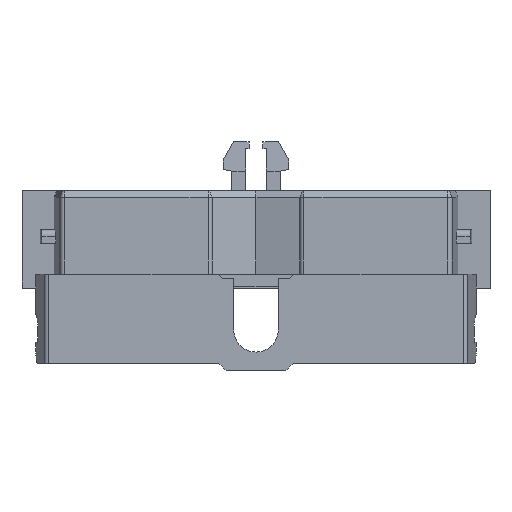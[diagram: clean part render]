
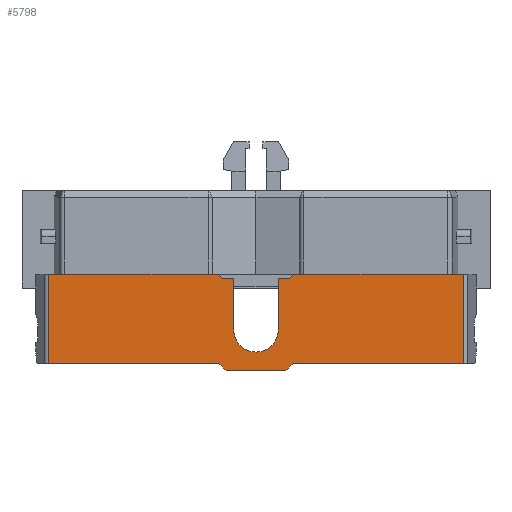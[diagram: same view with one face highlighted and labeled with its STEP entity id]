
A CAD part, front view. The second image highlights one B-rep face of the part: STEP entity #5798.
In plain terms, the highlighted planar face has unit normal (0, -1, 0).
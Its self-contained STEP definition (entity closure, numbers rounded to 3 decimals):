
#1501=DIRECTION('',(0.,0.,1.));
#1502=VECTOR('',#1501,6.4);
#1503=CARTESIAN_POINT('',(14.905,0.,-5.4));
#1504=LINE('',#1503,#1502);
#1505=DIRECTION('',(-1.,0.,0.));
#1506=VECTOR('',#1505,12.221);
#1507=CARTESIAN_POINT('',(14.905,0.,-5.4));
#1508=LINE('',#1507,#1506);
#1509=CARTESIAN_POINT('',(0.,0.,-3.));
#1510=DIRECTION('',(0.,1.,0.));
#1511=DIRECTION('',(0.745,0.,-0.667));
#1512=AXIS2_PLACEMENT_3D('',#1509,#1510,#1511);
#1514=CARTESIAN_POINT('',(0.,0.,-3.));
#1515=DIRECTION('',(0.,1.,0.));
#1516=DIRECTION('',(-0.593,0.,-0.806));
#1517=AXIS2_PLACEMENT_3D('',#1514,#1515,#1516);
#1519=DIRECTION('',(1.,0.,0.));
#1520=VECTOR('',#1519,12.221);
#1521=CARTESIAN_POINT('',(-14.905,0.,-5.4));
#1522=LINE('',#1521,#1520);
#1523=DIRECTION('',(0.,0.,1.));
#1524=VECTOR('',#1523,6.4);
#1525=CARTESIAN_POINT('',(-14.905,0.,-5.4));
#1526=LINE('',#1525,#1524);
#1527=DIRECTION('',(1.,0.,0.));
#1528=VECTOR('',#1527,12.205);
#1529=CARTESIAN_POINT('',(-14.905,0.,1.));
#1530=LINE('',#1529,#1528);
#1531=DIRECTION('',(-0.707,0.,0.707));
#1532=VECTOR('',#1531,0.424);
#1533=CARTESIAN_POINT('',(-2.4,0.,0.7));
#1534=LINE('',#1533,#1532);
#1535=DIRECTION('',(-1.,0.,0.));
#1536=VECTOR('',#1535,0.8);
#1537=CARTESIAN_POINT('',(-1.6,0.,0.7));
#1538=LINE('',#1537,#1536);
#1539=DIRECTION('',(0.,0.,1.));
#1540=VECTOR('',#1539,3.7);
#1541=CARTESIAN_POINT('',(-1.6,0.,-3.));
#1542=LINE('',#1541,#1540);
#1543=CARTESIAN_POINT('',(0.,0.,-3.));
#1544=DIRECTION('',(0.,1.,0.));
#1545=DIRECTION('',(1.,0.,0.));
#1546=AXIS2_PLACEMENT_3D('',#1543,#1544,#1545);
#1548=DIRECTION('',(0.,0.,-1.));
#1549=VECTOR('',#1548,3.7);
#1550=CARTESIAN_POINT('',(1.6,0.,0.7));
#1551=LINE('',#1550,#1549);
#1552=DIRECTION('',(-1.,0.,0.));
#1553=VECTOR('',#1552,0.8);
#1554=CARTESIAN_POINT('',(2.4,0.,0.7));
#1555=LINE('',#1554,#1553);
#1556=DIRECTION('',(-0.707,0.,-0.707));
#1557=VECTOR('',#1556,0.424);
#1558=CARTESIAN_POINT('',(2.7,0.,1.));
#1559=LINE('',#1558,#1557);
#1560=DIRECTION('',(1.,0.,0.));
#1561=VECTOR('',#1560,12.205);
#1562=CARTESIAN_POINT('',(2.7,0.,1.));
#1563=LINE('',#1562,#1561);
#2194=DIRECTION('',(-1.,0.,0.));
#2195=VECTOR('',#2194,4.266);
#2196=CARTESIAN_POINT('',(2.133,0.,-5.9));
#2197=LINE('',#2196,#2195);
#3078=CARTESIAN_POINT('',(1.6,0.,0.7));
#3079=CARTESIAN_POINT('',(1.6,0.,-3.));
#3080=VERTEX_POINT('',#3078);
#3081=VERTEX_POINT('',#3079);
#3082=CARTESIAN_POINT('',(-1.6,0.,-3.));
#3083=VERTEX_POINT('',#3082);
#3084=CARTESIAN_POINT('',(-1.6,0.,0.7));
#3085=VERTEX_POINT('',#3084);
#3086=CARTESIAN_POINT('',(-2.133,0.,-5.9));
#3087=CARTESIAN_POINT('',(-2.683,0.,-5.4));
#3088=VERTEX_POINT('',#3086);
#3089=VERTEX_POINT('',#3087);
#3090=CARTESIAN_POINT('',(2.683,0.,-5.4));
#3091=CARTESIAN_POINT('',(2.133,0.,-5.9));
#3092=VERTEX_POINT('',#3090);
#3093=VERTEX_POINT('',#3091);
#3134=CARTESIAN_POINT('',(-2.4,0.,0.7));
#3135=VERTEX_POINT('',#3134);
#3136=CARTESIAN_POINT('',(-2.7,0.,1.));
#3137=VERTEX_POINT('',#3136);
#3138=CARTESIAN_POINT('',(2.7,0.,1.));
#3139=CARTESIAN_POINT('',(2.4,0.,0.7));
#3140=VERTEX_POINT('',#3138);
#3141=VERTEX_POINT('',#3139);
#3801=CARTESIAN_POINT('',(14.905,0.,1.));
#3803=VERTEX_POINT('',#3801);
#3807=CARTESIAN_POINT('',(14.905,0.,-5.4));
#3808=VERTEX_POINT('',#3807);
#3810=CARTESIAN_POINT('',(-14.905,0.,1.));
#3812=VERTEX_POINT('',#3810);
#3813=CARTESIAN_POINT('',(-14.905,0.,-5.4));
#3814=VERTEX_POINT('',#3813);
#5764=CARTESIAN_POINT('',(-15.165,0.,0.));
#5765=DIRECTION('',(0.,-1.,0.));
#5766=DIRECTION('',(1.,0.,0.));
#5767=AXIS2_PLACEMENT_3D('',#5764,#5765,#5766);
#5768=PLANE('',#5767);
#5769=ORIENTED_EDGE('',*,*,#4071,.F.);
#5770=ORIENTED_EDGE('',*,*,#4056,.T.);
#5772=ORIENTED_EDGE('',*,*,#5771,.T.);
#5774=ORIENTED_EDGE('',*,*,#5773,.T.);
#5776=ORIENTED_EDGE('',*,*,#5775,.T.);
#5778=ORIENTED_EDGE('',*,*,#5777,.F.);
#5779=ORIENTED_EDGE('',*,*,#5756,.T.);
#5780=ORIENTED_EDGE('',*,*,#4118,.T.);
#5782=ORIENTED_EDGE('',*,*,#5781,.F.);
#5784=ORIENTED_EDGE('',*,*,#5783,.F.);
#5786=ORIENTED_EDGE('',*,*,#5785,.F.);
#5788=ORIENTED_EDGE('',*,*,#5787,.F.);
#5790=ORIENTED_EDGE('',*,*,#5789,.F.);
#5792=ORIENTED_EDGE('',*,*,#5791,.F.);
#5794=ORIENTED_EDGE('',*,*,#5793,.F.);
#5795=ORIENTED_EDGE('',*,*,#4110,.T.);
#5796=EDGE_LOOP('',(#5769,#5770,#5772,#5774,#5776,#5778,#5779,#5780,#5782,#5784,
#5786,#5788,#5790,#5792,#5794,#5795));
#5797=FACE_OUTER_BOUND('',#5796,.F.);
#1513=CIRCLE('',#1512,3.6);
#1518=CIRCLE('',#1517,3.6);
#1547=CIRCLE('',#1546,1.6);
#4056=EDGE_CURVE('',#3808,#3092,#1508,.T.);
#4071=EDGE_CURVE('',#3808,#3803,#1504,.T.);
#4110=EDGE_CURVE('',#3140,#3803,#1563,.T.);
#4118=EDGE_CURVE('',#3812,#3137,#1530,.T.);
#5756=EDGE_CURVE('',#3814,#3812,#1526,.T.);
#5771=EDGE_CURVE('',#3092,#3093,#1513,.T.);
#5773=EDGE_CURVE('',#3093,#3088,#2197,.T.);
#5775=EDGE_CURVE('',#3088,#3089,#1518,.T.);
#5777=EDGE_CURVE('',#3814,#3089,#1522,.T.);
#5781=EDGE_CURVE('',#3135,#3137,#1534,.T.);
#5783=EDGE_CURVE('',#3085,#3135,#1538,.T.);
#5785=EDGE_CURVE('',#3083,#3085,#1542,.T.);
#5787=EDGE_CURVE('',#3081,#3083,#1547,.T.);
#5789=EDGE_CURVE('',#3080,#3081,#1551,.T.);
#5791=EDGE_CURVE('',#3141,#3080,#1555,.T.);
#5793=EDGE_CURVE('',#3140,#3141,#1559,.T.);
#5798=ADVANCED_FACE('',(#5797),#5768,.T.);
